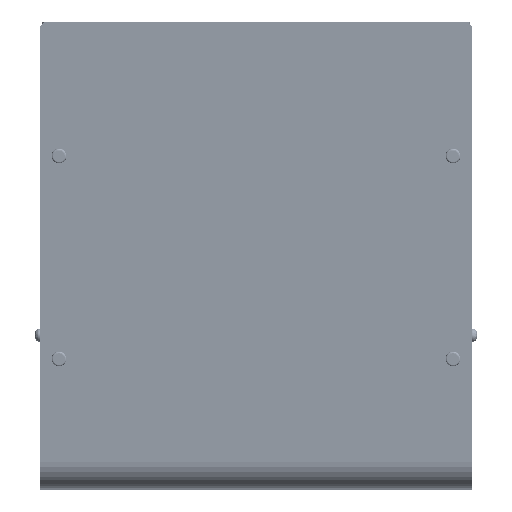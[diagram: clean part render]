
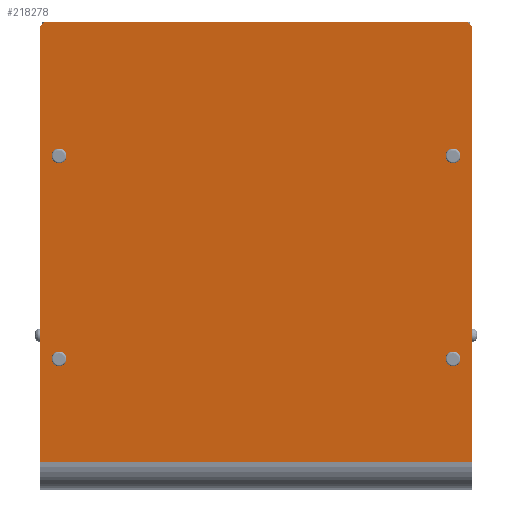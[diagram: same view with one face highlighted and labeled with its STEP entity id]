
A CAD part, front view. The second image highlights one B-rep face of the part: STEP entity #218278.
In plain terms, the highlighted planar face has unit normal (0, -0.993, -0.122).
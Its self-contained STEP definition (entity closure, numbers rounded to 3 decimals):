
#6821=FACE_BOUND('',#36629,.T.);
#6822=FACE_BOUND('',#36630,.T.);
#6823=FACE_BOUND('',#36631,.T.);
#6824=FACE_BOUND('',#36632,.T.);
#13694=PLANE('',#233338);
#24421=FACE_OUTER_BOUND('',#36628,.T.);
#36628=EDGE_LOOP('',(#193377,#193378,#193379,#193380,#193381,#193382));
#36629=EDGE_LOOP('',(#193383,#193384));
#36630=EDGE_LOOP('',(#193385,#193386));
#36631=EDGE_LOOP('',(#193387,#193388));
#36632=EDGE_LOOP('',(#193389,#193390));
#57540=LINE('',#398415,#78474);
#57555=LINE('',#398453,#78489);
#57562=LINE('',#398467,#78496);
#57563=LINE('',#398469,#78497);
#57565=LINE('',#398473,#78499);
#57566=LINE('',#398474,#78500);
#78474=VECTOR('',#283347,10.);
#78489=VECTOR('',#283382,10.);
#78496=VECTOR('',#283391,10.);
#78497=VECTOR('',#283394,10.);
#78499=VECTOR('',#283398,10.);
#78500=VECTOR('',#283399,10.);
#84475=CIRCLE('',#233339,4.);
#84476=CIRCLE('',#233340,4.);
#84477=CIRCLE('',#233341,4.);
#84478=CIRCLE('',#233342,4.);
#84479=CIRCLE('',#233343,4.);
#84480=CIRCLE('',#233344,4.);
#84481=CIRCLE('',#233345,4.);
#84482=CIRCLE('',#233346,4.);
#104211=VERTEX_POINT('',#398409);
#104213=VERTEX_POINT('',#398413);
#104224=VERTEX_POINT('',#398440);
#104225=VERTEX_POINT('',#398445);
#104228=VERTEX_POINT('',#398456);
#104233=VERTEX_POINT('',#398472);
#104234=VERTEX_POINT('',#398475);
#104235=VERTEX_POINT('',#398476);
#104236=VERTEX_POINT('',#398479);
#104237=VERTEX_POINT('',#398480);
#104238=VERTEX_POINT('',#398483);
#104239=VERTEX_POINT('',#398484);
#104240=VERTEX_POINT('',#398487);
#104241=VERTEX_POINT('',#398488);
#134186=EDGE_CURVE('',#104213,#104211,#57540,.T.);
#134205=EDGE_CURVE('',#104224,#104225,#57555,.T.);
#134212=EDGE_CURVE('',#104224,#104228,#57562,.T.);
#134213=EDGE_CURVE('',#104228,#104213,#57563,.T.);
#134215=EDGE_CURVE('',#104211,#104233,#57565,.T.);
#134216=EDGE_CURVE('',#104233,#104225,#57566,.T.);
#134217=EDGE_CURVE('',#104234,#104235,#84475,.T.);
#134218=EDGE_CURVE('',#104235,#104234,#84476,.T.);
#134219=EDGE_CURVE('',#104236,#104237,#84477,.T.);
#134220=EDGE_CURVE('',#104237,#104236,#84478,.T.);
#134221=EDGE_CURVE('',#104238,#104239,#84479,.T.);
#134222=EDGE_CURVE('',#104239,#104238,#84480,.T.);
#134223=EDGE_CURVE('',#104240,#104241,#84481,.T.);
#134224=EDGE_CURVE('',#104241,#104240,#84482,.T.);
#193377=ORIENTED_EDGE('',*,*,#134215,.F.);
#193378=ORIENTED_EDGE('',*,*,#134186,.F.);
#193379=ORIENTED_EDGE('',*,*,#134213,.F.);
#193380=ORIENTED_EDGE('',*,*,#134212,.F.);
#193381=ORIENTED_EDGE('',*,*,#134205,.T.);
#193382=ORIENTED_EDGE('',*,*,#134216,.F.);
#193383=ORIENTED_EDGE('',*,*,#134217,.T.);
#193384=ORIENTED_EDGE('',*,*,#134218,.T.);
#193385=ORIENTED_EDGE('',*,*,#134219,.T.);
#193386=ORIENTED_EDGE('',*,*,#134220,.T.);
#193387=ORIENTED_EDGE('',*,*,#134221,.T.);
#193388=ORIENTED_EDGE('',*,*,#134222,.T.);
#193389=ORIENTED_EDGE('',*,*,#134223,.T.);
#193390=ORIENTED_EDGE('',*,*,#134224,.T.);
#218278=ADVANCED_FACE('',(#24421,#6821,#6822,#6823,#6824),#13694,.T.);
#233338=AXIS2_PLACEMENT_3D('',#398471,#283396,#283397);
#233339=AXIS2_PLACEMENT_3D('',#398477,#283400,#283401);
#233340=AXIS2_PLACEMENT_3D('',#398478,#283402,#283403);
#233341=AXIS2_PLACEMENT_3D('',#398481,#283404,#283405);
#233342=AXIS2_PLACEMENT_3D('',#398482,#283406,#283407);
#233343=AXIS2_PLACEMENT_3D('',#398485,#283408,#283409);
#233344=AXIS2_PLACEMENT_3D('',#398486,#283410,#283411);
#233345=AXIS2_PLACEMENT_3D('',#398489,#283412,#283413);
#233346=AXIS2_PLACEMENT_3D('',#398490,#283414,#283415);
#283347=DIRECTION('',(1.,0.,0.));
#283382=DIRECTION('',(1.,0.,0.));
#283391=DIRECTION('',(0.,-0.122,0.993));
#283394=DIRECTION('',(0.707,-0.086,0.702));
#283396=DIRECTION('center_axis',(0.,-0.993,
-0.122));
#283397=DIRECTION('ref_axis',(1.,0.,0.));
#283398=DIRECTION('',(0.707,0.086,-0.702));
#283399=DIRECTION('',(0.,0.122,-0.993));
#283400=DIRECTION('center_axis',(0.,0.993,
0.122));
#283401=DIRECTION('ref_axis',(0.,-0.122,0.993));
#283402=DIRECTION('center_axis',(0.,0.993,
0.122));
#283403=DIRECTION('ref_axis',(0.,-0.122,0.993));
#283404=DIRECTION('center_axis',(0.,0.993,
0.122));
#283405=DIRECTION('ref_axis',(0.,-0.122,0.993));
#283406=DIRECTION('center_axis',(0.,0.993,
0.122));
#283407=DIRECTION('ref_axis',(0.,-0.122,0.993));
#283408=DIRECTION('center_axis',(0.,0.993,
0.122));
#283409=DIRECTION('ref_axis',(0.,-0.122,0.993));
#283410=DIRECTION('center_axis',(0.,0.993,
0.122));
#283411=DIRECTION('ref_axis',(0.,-0.122,0.993));
#283412=DIRECTION('center_axis',(0.,0.993,
0.122));
#283413=DIRECTION('ref_axis',(0.,-0.122,0.993));
#283414=DIRECTION('center_axis',(0.,0.993,
0.122));
#283415=DIRECTION('ref_axis',(0.,-0.122,0.993));
#398409=CARTESIAN_POINT('',(32.759,-821.181,252.431));
#398413=CARTESIAN_POINT('',(-195.241,-821.181,252.431));
#398415=CARTESIAN_POINT('',(34.759,-821.181,252.431));
#398440=CARTESIAN_POINT('',(-197.241,-792.106,15.635));
#398445=CARTESIAN_POINT('',(34.759,-792.106,15.635));
#398453=CARTESIAN_POINT('',(-139.241,-792.106,15.635));
#398456=CARTESIAN_POINT('',(-197.241,-820.937,250.446));
#398467=CARTESIAN_POINT('',(-197.241,-821.181,252.431));
#398469=CARTESIAN_POINT('',(-198.741,-820.754,248.958));
#398471=CARTESIAN_POINT('Origin',(-81.241,-805.825,127.371));
#398472=CARTESIAN_POINT('',(34.759,-820.937,250.446));
#398473=CARTESIAN_POINT('',(36.259,-820.754,248.958));
#398474=CARTESIAN_POINT('',(34.759,-790.47,2.31));
#398475=CARTESIAN_POINT('',(-187.241,-799.427,75.262));
#398476=CARTESIAN_POINT('',(-187.241,-798.452,67.322));
#398477=CARTESIAN_POINT('Origin',(-187.241,-798.94,71.292));
#398478=CARTESIAN_POINT('Origin',(-187.241,-798.94,71.292));
#398479=CARTESIAN_POINT('',(-187.241,-812.833,184.442));
#398480=CARTESIAN_POINT('',(-187.241,-811.858,176.502));
#398481=CARTESIAN_POINT('Origin',(-187.241,-812.345,180.472));
#398482=CARTESIAN_POINT('Origin',(-187.241,-812.345,180.472));
#398483=CARTESIAN_POINT('',(24.759,-799.427,75.262));
#398484=CARTESIAN_POINT('',(24.759,-798.452,67.322));
#398485=CARTESIAN_POINT('Origin',(24.759,-798.94,71.292));
#398486=CARTESIAN_POINT('Origin',(24.759,-798.94,71.292));
#398487=CARTESIAN_POINT('',(24.759,-812.833,184.442));
#398488=CARTESIAN_POINT('',(24.759,-811.858,176.502));
#398489=CARTESIAN_POINT('Origin',(24.759,-812.345,180.472));
#398490=CARTESIAN_POINT('Origin',(24.759,-812.345,180.472));
